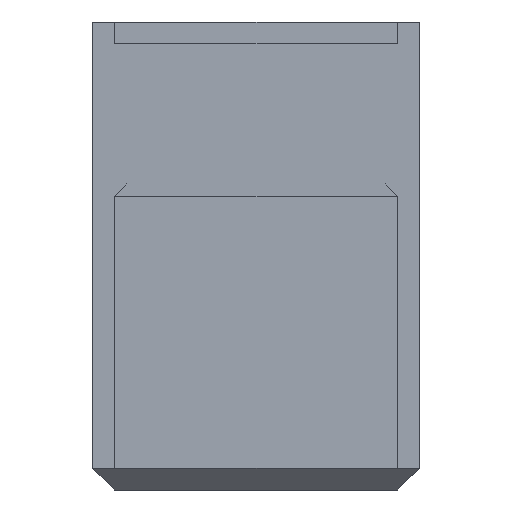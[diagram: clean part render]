
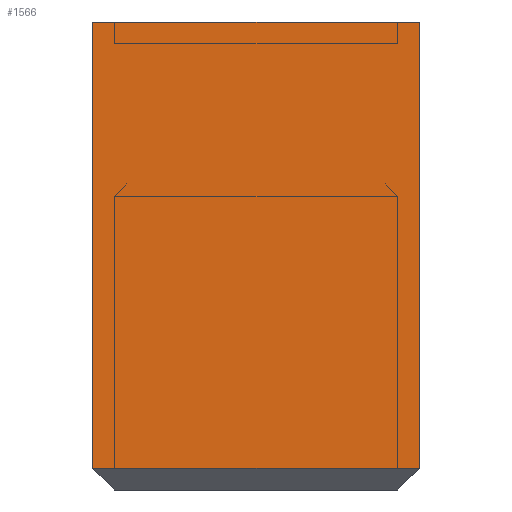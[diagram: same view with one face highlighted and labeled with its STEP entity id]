
A CAD part, left-side view. The second image highlights one B-rep face of the part: STEP entity #1566.
In plain terms, the highlighted planar face has unit normal (-1, 0, 0).
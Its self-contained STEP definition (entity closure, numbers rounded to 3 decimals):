
#5=DIRECTION('',(0.,0.,1.));
#6=VECTOR('',#5,41.);
#7=CARTESIAN_POINT('',(-400.,0.,-19.5));
#8=LINE('',#7,#6);
#63=DIRECTION('',(0.,1.,0.));
#64=VECTOR('',#63,30.);
#65=CARTESIAN_POINT('',(-400.,0.,21.5));
#66=LINE('',#65,#64);
#83=DIRECTION('',(0.,-1.,0.));
#84=VECTOR('',#83,30.);
#85=CARTESIAN_POINT('',(-400.,30.,-19.5));
#86=LINE('',#85,#84);
#728=DIRECTION('',(0.,0.,1.));
#729=VECTOR('',#728,41.);
#730=CARTESIAN_POINT('',(-400.,30.,-19.5));
#731=LINE('',#730,#729);
#1127=CARTESIAN_POINT('',(-400.,0.,21.5));
#1129=VERTEX_POINT('',#1127);
#1131=CARTESIAN_POINT('',(-400.,30.,21.5));
#1133=VERTEX_POINT('',#1131);
#1387=CARTESIAN_POINT('',(-400.,30.,-19.5));
#1388=CARTESIAN_POINT('',(-400.,0.,-19.5));
#1389=VERTEX_POINT('',#1387);
#1390=VERTEX_POINT('',#1388);
#1553=CARTESIAN_POINT('',(-400.,0.,-21.5));
#1554=DIRECTION('',(-1.,0.,0.));
#1555=DIRECTION('',(0.,0.,1.));
#1556=AXIS2_PLACEMENT_3D('',#1553,#1554,#1555);
#1557=PLANE('',#1556);
#1559=ORIENTED_EDGE('',*,*,#1558,.F.);
#1561=ORIENTED_EDGE('',*,*,#1560,.T.);
#1562=ORIENTED_EDGE('',*,*,#1535,.F.);
#1563=ORIENTED_EDGE('',*,*,#1458,.F.);
#1564=EDGE_LOOP('',(#1559,#1561,#1562,#1563));
#1565=FACE_OUTER_BOUND('',#1564,.F.);
#1566=ADVANCED_FACE('',(#1565),#1557,.T.);
#1458=EDGE_CURVE('',#1390,#1129,#8,.T.);
#1535=EDGE_CURVE('',#1129,#1133,#66,.T.);
#1558=EDGE_CURVE('',#1389,#1390,#86,.T.);
#1560=EDGE_CURVE('',#1389,#1133,#731,.T.);
